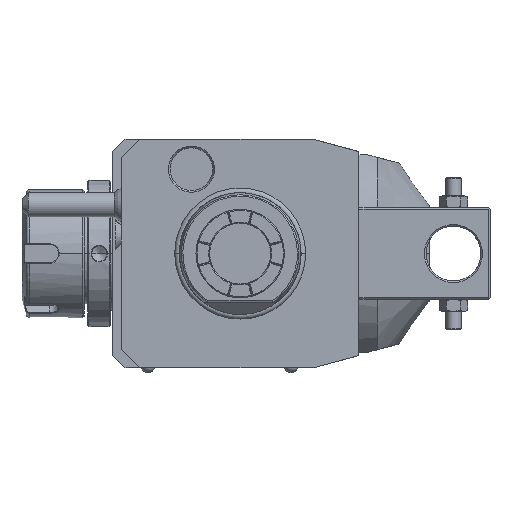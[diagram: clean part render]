
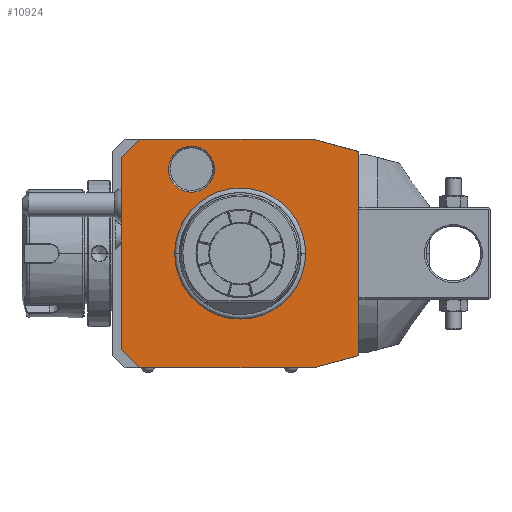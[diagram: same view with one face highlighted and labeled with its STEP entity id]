
A CAD part, front view. The second image highlights one B-rep face of the part: STEP entity #10924.
In plain terms, the highlighted planar face has unit normal (0, -1, 0).
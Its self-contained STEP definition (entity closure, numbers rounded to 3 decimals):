
#1=DIRECTION('',(-0.966,0.,0.259));
#2=VECTOR('',#1,15.529);
#3=CARTESIAN_POINT('',(39.,0.,33.481));
#4=LINE('',#3,#2);
#5=DIRECTION('',(0.,0.,1.));
#6=VECTOR('',#5,66.962);
#7=CARTESIAN_POINT('',(39.,0.,-33.481));
#8=LINE('',#7,#6);
#9=DIRECTION('',(0.966,0.,0.259));
#10=VECTOR('',#9,15.529);
#11=CARTESIAN_POINT('',(24.,0.,-37.5));
#12=LINE('',#11,#10);
#13=DIRECTION('',(1.,0.,0.));
#14=VECTOR('',#13,57.);
#15=CARTESIAN_POINT('',(-33.,0.,-37.5));
#16=LINE('',#15,#14);
#17=DIRECTION('',(0.707,0.,-0.707));
#18=VECTOR('',#17,8.485);
#19=CARTESIAN_POINT('',(-39.,0.,-31.5));
#20=LINE('',#19,#18);
#21=DIRECTION('',(0.,0.,-1.));
#22=VECTOR('',#21,63.);
#23=CARTESIAN_POINT('',(-39.,0.,31.5));
#24=LINE('',#23,#22);
#25=DIRECTION('',(-0.707,0.,-0.707));
#26=VECTOR('',#25,8.485);
#27=CARTESIAN_POINT('',(-33.,0.,37.5));
#28=LINE('',#27,#26);
#29=DIRECTION('',(-1.,0.,0.));
#30=VECTOR('',#29,57.);
#31=CARTESIAN_POINT('',(24.,0.,37.5));
#32=LINE('',#31,#30);
#33=CARTESIAN_POINT('',(-16.,0.,27.713));
#34=DIRECTION('',(0.,1.,0.));
#35=DIRECTION('',(1.,0.,0.));
#36=AXIS2_PLACEMENT_3D('',#33,#34,#35);
#38=CARTESIAN_POINT('',(-16.,0.,27.713));
#39=DIRECTION('',(0.,1.,0.));
#40=DIRECTION('',(-1.,0.,0.));
#41=AXIS2_PLACEMENT_3D('',#38,#39,#40);
#7474=CARTESIAN_POINT('',(0.,0.,0.));
#7475=DIRECTION('',(0.,1.,0.));
#7476=DIRECTION('',(-1.,0.,0.));
#7477=AXIS2_PLACEMENT_3D('',#7474,#7475,#7476);
#7479=CARTESIAN_POINT('',(0.,0.,0.));
#7480=DIRECTION('',(0.,1.,0.));
#7481=DIRECTION('',(1.,0.,0.));
#7482=AXIS2_PLACEMENT_3D('',#7479,#7480,#7481);
#9791=CARTESIAN_POINT('',(-8.423,0.,27.713));
#9792=CARTESIAN_POINT('',(-23.577,0.,27.713));
#9793=VERTEX_POINT('',#9791);
#9794=VERTEX_POINT('',#9792);
#10717=CARTESIAN_POINT('',(39.,0.,33.481));
#10718=CARTESIAN_POINT('',(24.,0.,37.5));
#10719=VERTEX_POINT('',#10717);
#10720=VERTEX_POINT('',#10718);
#10721=CARTESIAN_POINT('',(-33.,0.,37.5));
#10722=VERTEX_POINT('',#10721);
#10723=CARTESIAN_POINT('',(-39.,0.,31.5));
#10724=VERTEX_POINT('',#10723);
#10725=CARTESIAN_POINT('',(-39.,0.,-31.5));
#10726=VERTEX_POINT('',#10725);
#10727=CARTESIAN_POINT('',(-33.,0.,-37.5));
#10728=VERTEX_POINT('',#10727);
#10729=CARTESIAN_POINT('',(24.,0.,-37.5));
#10730=VERTEX_POINT('',#10729);
#10731=CARTESIAN_POINT('',(39.,0.,-33.481));
#10732=VERTEX_POINT('',#10731);
#10781=CARTESIAN_POINT('',(-21.137,0.,0.));
#10782=CARTESIAN_POINT('',(21.137,0.,0.));
#10783=VERTEX_POINT('',#10781);
#10784=VERTEX_POINT('',#10782);
#10889=CARTESIAN_POINT('',(0.,0.,0.));
#10890=DIRECTION('',(0.,-1.,0.));
#10891=DIRECTION('',(-1.,0.,0.));
#10892=AXIS2_PLACEMENT_3D('',#10889,#10890,#10891);
#10893=PLANE('',#10892);
#10895=ORIENTED_EDGE('',*,*,#10894,.F.);
#10897=ORIENTED_EDGE('',*,*,#10896,.F.);
#10899=ORIENTED_EDGE('',*,*,#10898,.F.);
#10901=ORIENTED_EDGE('',*,*,#10900,.F.);
#10903=ORIENTED_EDGE('',*,*,#10902,.F.);
#10905=ORIENTED_EDGE('',*,*,#10904,.F.);
#10907=ORIENTED_EDGE('',*,*,#10906,.F.);
#10909=ORIENTED_EDGE('',*,*,#10908,.F.);
#10910=EDGE_LOOP('',(#10895,#10897,#10899,#10901,#10903,#10905,#10907,#10909));
#10911=FACE_OUTER_BOUND('',#10910,.F.);
#10913=ORIENTED_EDGE('',*,*,#10912,.F.);
#10915=ORIENTED_EDGE('',*,*,#10914,.F.);
#10916=EDGE_LOOP('',(#10913,#10915));
#10917=FACE_BOUND('',#10916,.F.);
#10919=ORIENTED_EDGE('',*,*,#10918,.F.);
#10921=ORIENTED_EDGE('',*,*,#10920,.F.);
#10922=EDGE_LOOP('',(#10919,#10921));
#10923=FACE_BOUND('',#10922,.F.);
#37=CIRCLE('',#36,7.577);
#42=CIRCLE('',#41,7.577);
#7478=CIRCLE('',#7477,21.137);
#7483=CIRCLE('',#7482,21.137);
#10894=EDGE_CURVE('',#10719,#10720,#4,.T.);
#10896=EDGE_CURVE('',#10732,#10719,#8,.T.);
#10898=EDGE_CURVE('',#10730,#10732,#12,.T.);
#10900=EDGE_CURVE('',#10728,#10730,#16,.T.);
#10902=EDGE_CURVE('',#10726,#10728,#20,.T.);
#10904=EDGE_CURVE('',#10724,#10726,#24,.T.);
#10906=EDGE_CURVE('',#10722,#10724,#28,.T.);
#10908=EDGE_CURVE('',#10720,#10722,#32,.T.);
#10912=EDGE_CURVE('',#10783,#10784,#7478,.T.);
#10914=EDGE_CURVE('',#10784,#10783,#7483,.T.);
#10918=EDGE_CURVE('',#9793,#9794,#37,.T.);
#10920=EDGE_CURVE('',#9794,#9793,#42,.T.);
#10924=ADVANCED_FACE('',(#10911,#10917,#10923),#10893,.T.);
